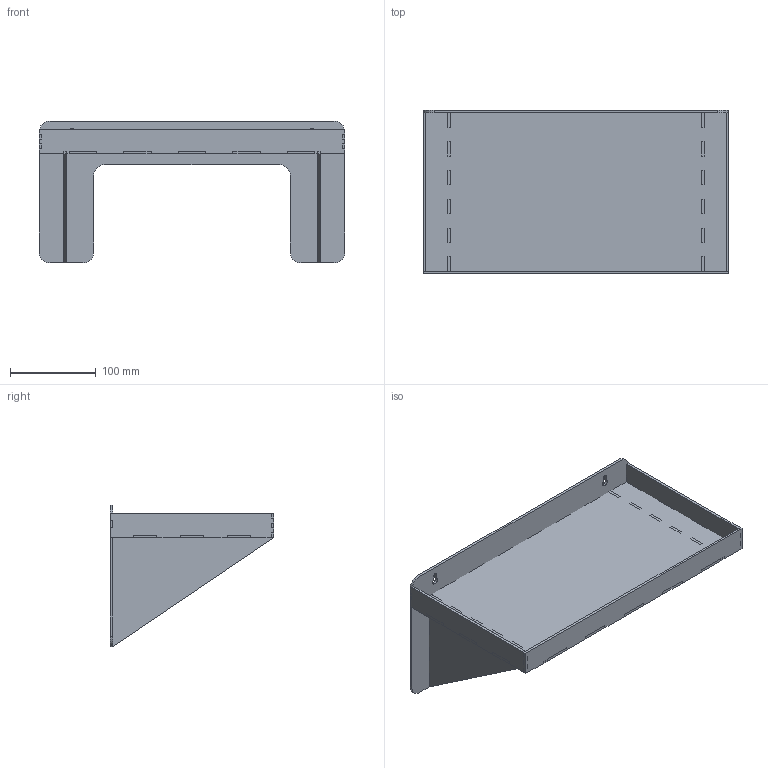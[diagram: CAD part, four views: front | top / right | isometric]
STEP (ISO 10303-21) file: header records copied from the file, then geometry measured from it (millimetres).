
FILE_DESCRIPTION( ( '' ), ' ' );
FILE_NAME( '590fdc23bad89d100f01004d.step', '2017-05-08T02:46:59', ( '' ), ( '' ), ' ', ' ', ' ' );
FILE_SCHEMA( ( 'AUTOMOTIVE_DESIGN { 1 0 10303 214 1 1 1 1 }' ) );
Length unit declared in the file: metre
Products named in the file (7): Back Plate; Shelf Bottom; Front Fence; right fence; left fence; Right Brace; Left Brace
Bounding box: 355.6 x 190.5 x 165.1 mm (x, y, z)
Volume: 447960.1 mm3; surface area: 303427.3 mm2
Topology: 7 solids, 7 shells, 414 faces, 1200 edges, 800 vertices
Faces by surface type: plane 402, cylinder 12
Entity records: 16844 total; most frequent: CARTESIAN_POINT 2421, ORIENTED_EDGE 2400, DIRECTION 2066, EDGE_CURVE 1200, LINE 1176, VECTOR 1176, VERTEX_POINT 800, EDGE_LOOP 458
